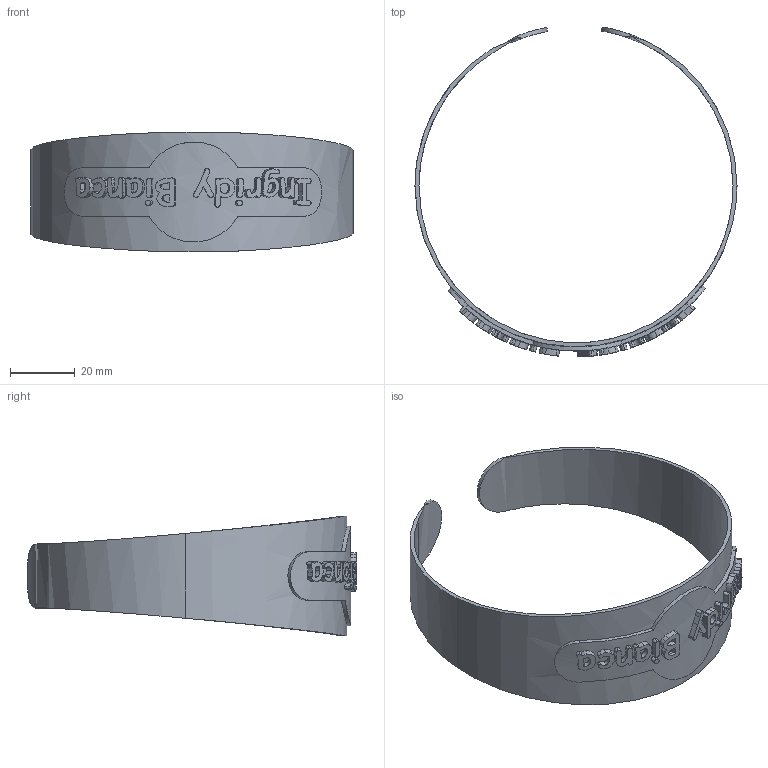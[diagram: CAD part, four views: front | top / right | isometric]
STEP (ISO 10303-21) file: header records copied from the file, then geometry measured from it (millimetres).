
FILE_DESCRIPTION(('FreeCAD Model'),'2;1');
FILE_NAME('Open CASCADE Shape Model','2025-04-27T17:46:18',('FreeCAD'),( 'FreeCAD'),'Open CASCADE STEP processor 7.6','FreeCAD','Unknown');
FILE_SCHEMA(('AUTOMOTIVE_DESIGN { 1 0 10303 214 1 1 1 1 }'));
Products named in the file (1): Open CASCADE STEP translator 7.6 1
Bounding box: 99.21 x 101.62 x 36.96 mm (x, y, z)
Volume: 10418.3 mm3; surface area: 17196.9 mm2
Topology: 1 solids, 1 shells, 293 faces, 805 edges, 534 vertices
Faces by surface type: bspline 293
Entity records: 41394 total; most frequent: CARTESIAN_POINT 36443, ORIENTED_EDGE 1606, EDGE_CURVE 803, B_SPLINE_CURVE_WITH_KNOTS 803, VERTEX_POINT 534, FACE_BOUND 315, EDGE_LOOP 315, ADVANCED_FACE 293
